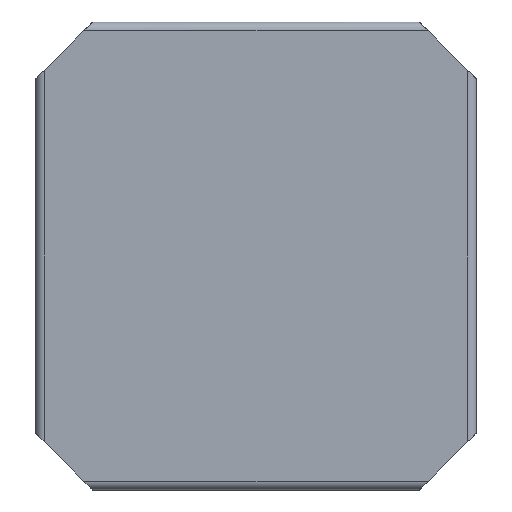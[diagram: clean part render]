
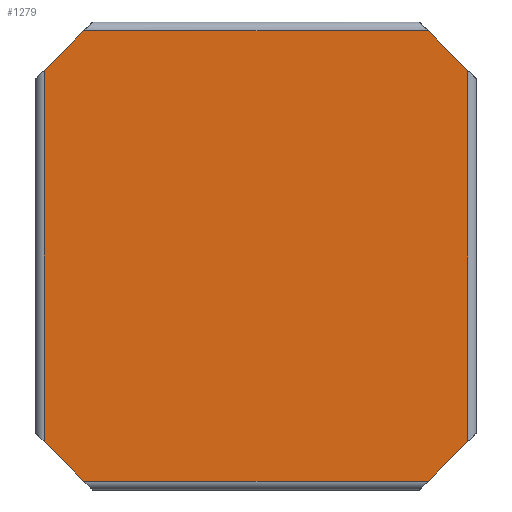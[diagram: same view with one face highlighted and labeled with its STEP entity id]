
A CAD part, left-side view. The second image highlights one B-rep face of the part: STEP entity #1279.
In plain terms, the highlighted planar face has unit normal (-1, 0, 0).
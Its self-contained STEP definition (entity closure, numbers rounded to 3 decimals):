
#20 = ORIENTED_EDGE ( 'NONE', *, *, #1963, .F. ) ;
#51 = CARTESIAN_POINT ( 'NONE',  ( 0., -1.95, 2.55 ) ) ;
#54 = LINE ( 'NONE', #2185, #1918 ) ;
#127 = DIRECTION ( 'NONE',  ( 0., 0.707, -0.707 ) ) ;
#128 = VERTEX_POINT ( 'NONE', #1143 ) ;
#210 = CARTESIAN_POINT ( 'NONE',  ( 0., 1.95, 2.55 ) ) ;
#226 = ORIENTED_EDGE ( 'NONE', *, *, #1611, .F. ) ;
#242 = DIRECTION ( 'NONE',  ( 1., 0., 0. ) ) ;
#262 = CARTESIAN_POINT ( 'NONE',  ( 0., -1.95, 2.55 ) ) ;
#277 = VERTEX_POINT ( 'NONE', #2305 ) ;
#322 = EDGE_CURVE ( 'NONE', #1603, #1003, #1880, .T. ) ;
#392 = ORIENTED_EDGE ( 'NONE', *, *, #1506, .F. ) ;
#400 = LINE ( 'NONE', #2179, #503 ) ;
#455 = FACE_OUTER_BOUND ( 'NONE', #1380, .T. ) ;
#496 = EDGE_CURVE ( 'NONE', #2072, #897, #774, .T. ) ;
#498 = CARTESIAN_POINT ( 'NONE',  ( 0., -2.4, 0. ) ) ;
#503 = VECTOR ( 'NONE', #1459, 1000. ) ;
#529 = LINE ( 'NONE', #498, #874 ) ;
#567 = DIRECTION ( 'NONE',  ( 0., 0.707, 0.707 ) ) ;
#769 = DIRECTION ( 'NONE',  ( 0., -1., 0. ) ) ;
#774 = LINE ( 'NONE', #1355, #2147 ) ;
#874 = VECTOR ( 'NONE', #1231, 1000. ) ;
#897 = VERTEX_POINT ( 'NONE', #51 ) ;
#900 = ORIENTED_EDGE ( 'NONE', *, *, #496, .F. ) ;
#921 = VECTOR ( 'NONE', #567, 1000. ) ;
#1000 = ORIENTED_EDGE ( 'NONE', *, *, #2075, .F. ) ;
#1003 = VERTEX_POINT ( 'NONE', #2105 ) ;
#1057 = DIRECTION ( 'NONE',  ( 0., 0., 1. ) ) ;
#1143 = CARTESIAN_POINT ( 'NONE',  ( 0., -2.4, -2.1 ) ) ;
#1231 = DIRECTION ( 'NONE',  ( 0., 0., -1. ) ) ;
#1243 = ORIENTED_EDGE ( 'NONE', *, *, #1847, .F. ) ;
#1279 = ADVANCED_FACE ( 'NONE', ( #455 ), #2213, .F. ) ;
#1280 = LINE ( 'NONE', #1396, #1555 ) ;
#1320 = DIRECTION ( 'NONE',  ( 0., 0., -1. ) ) ;
#1350 = DIRECTION ( 'NONE',  ( 0., -0.707, -0.707 ) ) ;
#1355 = CARTESIAN_POINT ( 'NONE',  ( 0., 0., 2.55 ) ) ;
#1380 = EDGE_LOOP ( 'NONE', ( #1243, #20, #2003, #1000, #226, #392, #2154, #900 ) ) ;
#1386 = CARTESIAN_POINT ( 'NONE',  ( 0., -2.4, -2.1 ) ) ;
#1396 = CARTESIAN_POINT ( 'NONE',  ( 0., 2.4, 0. ) ) ;
#1400 = VERTEX_POINT ( 'NONE', #2182 ) ;
#1440 = LINE ( 'NONE', #262, #2329 ) ;
#1459 = DIRECTION ( 'NONE',  ( 0., -0.707, 0.707 ) ) ;
#1505 = CARTESIAN_POINT ( 'NONE',  ( 0., 0., 0. ) ) ;
#1506 = EDGE_CURVE ( 'NONE', #2051, #128, #529, .T. ) ;
#1555 = VECTOR ( 'NONE', #1057, 1000. ) ;
#1603 = VERTEX_POINT ( 'NONE', #1928 ) ;
#1611 = EDGE_CURVE ( 'NONE', #128, #277, #2070, .T. ) ;
#1652 = DIRECTION ( 'NONE',  ( 0., 1., 0. ) ) ;
#1706 = AXIS2_PLACEMENT_3D ( 'NONE', #1505, #242, #1320 ) ;
#1831 = CARTESIAN_POINT ( 'NONE',  ( 0., 1.95, -2.55 ) ) ;
#1847 = EDGE_CURVE ( 'NONE', #1400, #2072, #400, .T. ) ;
#1880 = LINE ( 'NONE', #1831, #921 ) ;
#1918 = VECTOR ( 'NONE', #1652, 1000. ) ;
#1928 = CARTESIAN_POINT ( 'NONE',  ( 0., 1.95, -2.55 ) ) ;
#1944 = VECTOR ( 'NONE', #127, 1000. ) ;
#1963 = EDGE_CURVE ( 'NONE', #1003, #1400, #1280, .T. ) ;
#2003 = ORIENTED_EDGE ( 'NONE', *, *, #322, .F. ) ;
#2051 = VERTEX_POINT ( 'NONE', #2117 ) ;
#2070 = LINE ( 'NONE', #1386, #1944 ) ;
#2072 = VERTEX_POINT ( 'NONE', #210 ) ;
#2075 = EDGE_CURVE ( 'NONE', #277, #1603, #54, .T. ) ;
#2105 = CARTESIAN_POINT ( 'NONE',  ( 0., 2.4, -2.1 ) ) ;
#2117 = CARTESIAN_POINT ( 'NONE',  ( 0., -2.4, 2.1 ) ) ;
#2147 = VECTOR ( 'NONE', #769, 1000. ) ;
#2154 = ORIENTED_EDGE ( 'NONE', *, *, #2271, .F. ) ;
#2179 = CARTESIAN_POINT ( 'NONE',  ( 0., 2.4, 2.1 ) ) ;
#2182 = CARTESIAN_POINT ( 'NONE',  ( 0., 2.4, 2.1 ) ) ;
#2185 = CARTESIAN_POINT ( 'NONE',  ( 0., 0., -2.55 ) ) ;
#2213 = PLANE ( 'NONE',  #1706 ) ;
#2271 = EDGE_CURVE ( 'NONE', #897, #2051, #1440, .T. ) ;
#2305 = CARTESIAN_POINT ( 'NONE',  ( 0., -1.95, -2.55 ) ) ;
#2329 = VECTOR ( 'NONE', #1350, 1000. ) ;
